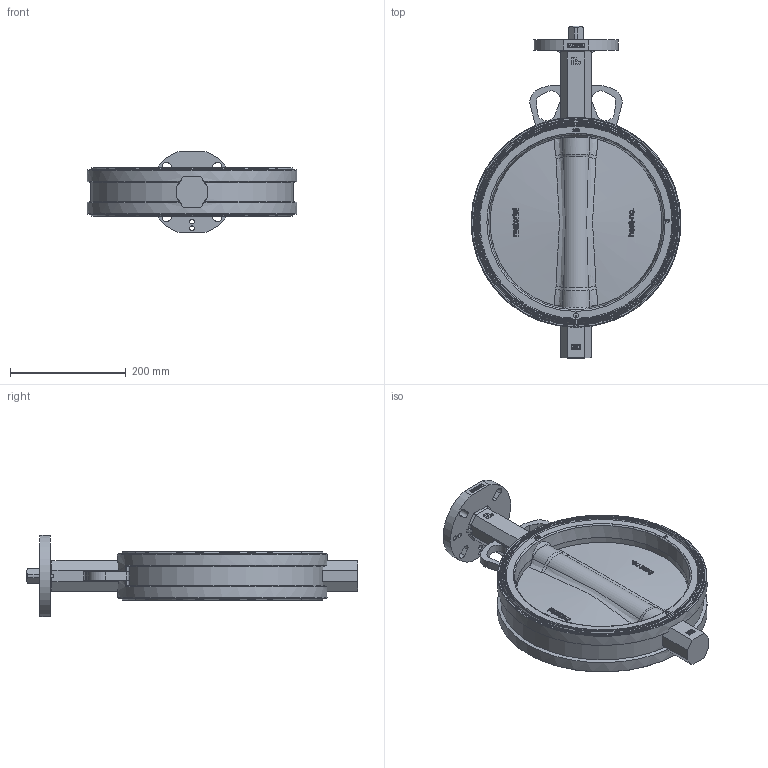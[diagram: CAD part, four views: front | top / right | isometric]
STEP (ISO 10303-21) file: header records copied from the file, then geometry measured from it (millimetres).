
FILE_DESCRIPTION (( 'STEP AP214' ), '1' );
FILE_NAME ('D1K0300.STEP', '2016-04-29T12:39:13', ( '' ), ( '' ), 'SwSTEP 2.0', 'SolidWorks 2014', '' );
FILE_SCHEMA (( 'AUTOMOTIVE_DESIGN' ));
Length unit declared in the file: millimetre
Products named in the file (1): D1K0300
Bounding box: 362 x 572.75 x 140 mm (x, y, z)
Surface area: 559055.7 mm2 (no closed solid volume)
Topology: 0 solids, 10 shells, 534 faces, 2027 edges, 1461 vertices
Faces by surface type: plane 270, bspline 144, cylinder 65, cone 51, torus 2, sphere 2
Full cylindrical faces by diameter (mm): 8 x4, 9 x1, 11.3 x2, 25.9 x1, 26.2 x1, 85 x1, 86.4 x1, 351 x2, 353 x2, 362 x2
Entity records: 37468 total; most frequent: CARTESIAN_POINT 16782, ORIENTED_EDGE 3088, DIRECTION 2239, EDGE_CURVE 1974, VERTEX_POINT 1451, VECTOR 1061, LINE 1061, B_SPLINE_CURVE_WITH_KNOTS 691
